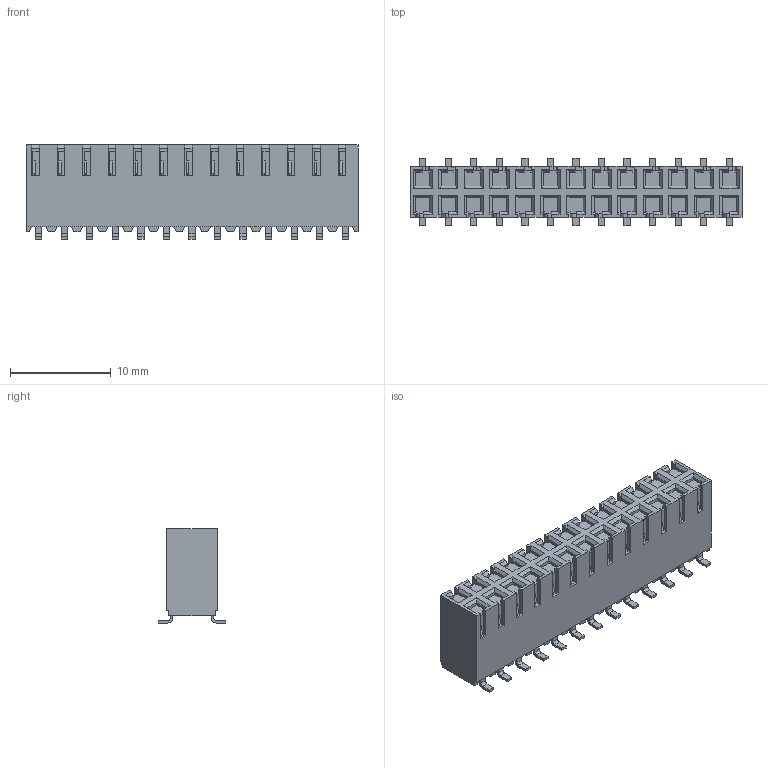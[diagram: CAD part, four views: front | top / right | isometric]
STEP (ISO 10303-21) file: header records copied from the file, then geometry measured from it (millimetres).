
FILE_DESCRIPTION((''),'2;1');
FILE_NAME('015453126','2016-12-06T',('ksrinivasara'),(''),'PRO/ENGINEER BY PARAMETRIC TECHNOLOGY CORPORATION, 2012310','PRO/ENGINEER BY PARAMETRIC TECHNOLOGY CORPORATION, 2012310','');
FILE_SCHEMA(('CONFIG_CONTROL_DESIGN'));
Length unit declared in the file: inch
Products named in the file (1): 015453126
Bounding box: 32.99 x 6.76 x 9.35 mm (x, y, z)
Volume: 1329.5 mm3; surface area: 1272.6 mm2
Topology: 1 solids, 1 shells, 854 faces, 2416 edges, 1602 vertices
Faces by surface type: plane 789, cylinder 52, bspline 13
Entity records: 27159 total; most frequent: CARTESIAN_POINT 5068, ORIENTED_EDGE 4624, DIRECTION 4204, VECTOR 2312, LINE 2312, EDGE_CURVE 2312, VERTEX_POINT 1498, AXIS2_PLACEMENT_3D 946
